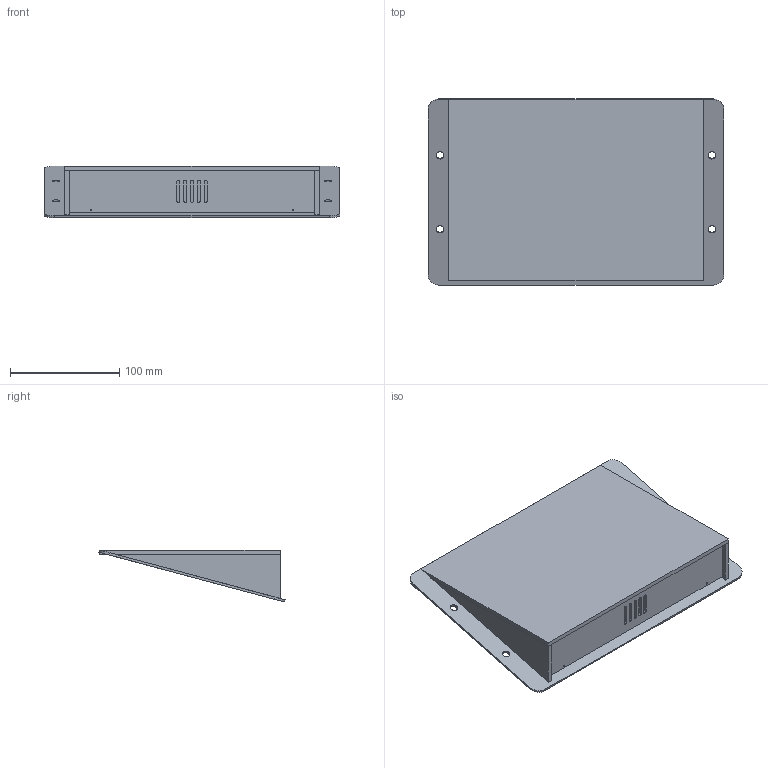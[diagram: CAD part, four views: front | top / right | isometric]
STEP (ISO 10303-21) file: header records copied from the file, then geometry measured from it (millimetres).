
FILE_DESCRIPTION(/* description */ (''),/* implementation_level */ '2;1');
FILE_NAME(/* name */ 'Weather station v1.step',/* time_stamp */ '2021-01-02T20:04:38+01:00',/* author */ (''),/* organization */ (''),/* preprocessor_version */ 'ST-DEVELOPER v18.1',/* originating_system */ 'Autodesk Translation Framework v9.7.0.1280',/* authorisation */ '');
FILE_SCHEMA (('AUTOMOTIVE_DESIGN { 1 0 10303 214 3 1 1 }'));
Length unit declared in the file: millimetre
Products named in the file (1): Weather station
Bounding box: 271 x 170.52 x 47.48 mm (x, y, z)
Volume: 507343.8 mm3; surface area: 319170.1 mm2
Topology: 9 solids, 9 shells, 106 faces, 264 edges, 176 vertices
Faces by surface type: plane 76, cylinder 30
Full cylindrical faces by diameter (mm): 1.5 x2, 7 x4
Entity records: 3221 total; most frequent: CARTESIAN_POINT 547, DIRECTION 538, ORIENTED_EDGE 528, EDGE_CURVE 264, LINE 204, VECTOR 204, VERTEX_POINT 176, AXIS2_PLACEMENT_3D 167
